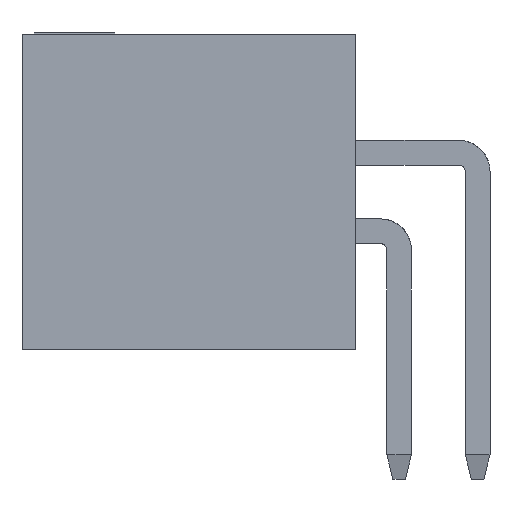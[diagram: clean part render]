
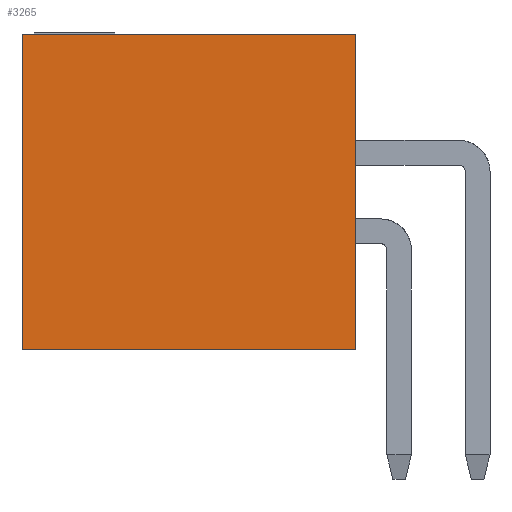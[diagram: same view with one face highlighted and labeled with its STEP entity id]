
A CAD part, left-side view. The second image highlights one B-rep face of the part: STEP entity #3265.
In plain terms, the highlighted planar face has unit normal (-1, 0, 0).
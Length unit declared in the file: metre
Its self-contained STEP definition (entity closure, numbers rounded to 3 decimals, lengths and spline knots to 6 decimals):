
#880=ORIENTED_EDGE('',*,*,#1507,.F.);
#881=ORIENTED_EDGE('',*,*,#1484,.F.);
#882=ORIENTED_EDGE('',*,*,#1511,.T.);
#883=ORIENTED_EDGE('',*,*,#1512,.T.);
#1484=EDGE_CURVE('',#1840,#1841,#2316,.T.);
#1507=EDGE_CURVE('',#1841,#1863,#2339,.T.);
#1511=EDGE_CURVE('',#1840,#1866,#2343,.T.);
#1512=EDGE_CURVE('',#1866,#1863,#2344,.T.);
#1840=VERTEX_POINT('',#6177);
#1841=VERTEX_POINT('',#6178);
#1863=VERTEX_POINT('',#6293);
#1866=VERTEX_POINT('',#6313);
#2316=B_SPLINE_CURVE_WITH_KNOTS('',3,(#6173,#6174,#6175,#6176),
 .UNSPECIFIED.,.F.,.F.,(4,4),(0.,1.),.UNSPECIFIED.);
#2339=B_SPLINE_CURVE_WITH_KNOTS('',3,(#6289,#6290,#6291,#6292),
 .UNSPECIFIED.,.F.,.F.,(4,4),(0.,1.),.UNSPECIFIED.);
#2343=B_SPLINE_CURVE_WITH_KNOTS('',3,(#6309,#6310,#6311,#6312),
 .UNSPECIFIED.,.F.,.F.,(4,4),(0.,1.),.UNSPECIFIED.);
#2344=B_SPLINE_CURVE_WITH_KNOTS('',3,(#6314,#6315,#6316,#6317),
 .UNSPECIFIED.,.F.,.F.,(4,4),(0.,1.),.UNSPECIFIED.);
#2614=EDGE_LOOP('',(#880,#881,#882,#883));
#2838=FACE_BOUND('',#2614,.T.);
#3042=PLANE('',#3622);
#3265=ADVANCED_FACE('',(#2838),#3042,.T.);
#3622=AXIS2_PLACEMENT_3D('',#6308,#4049,#4050);
#4049=DIRECTION('',(-1.,0.,0.));
#4050=DIRECTION('',(0.,0.,1.));
#6173=CARTESIAN_POINT('',(-0.006325,0.,0.00255));
#6174=CARTESIAN_POINT('',(-0.006325,0.,0.00085));
#6175=CARTESIAN_POINT('',(-0.006325,0.,-0.00085));
#6176=CARTESIAN_POINT('',(-0.006325,0.,-0.00255));
#6177=CARTESIAN_POINT('',(-0.006325,0.,0.00255));
#6178=CARTESIAN_POINT('',(-0.006325,0.,-0.00255));
#6289=CARTESIAN_POINT('',(-0.006325,0.,-0.00255));
#6290=CARTESIAN_POINT('',(-0.006325,0.0018,-0.00255));
#6291=CARTESIAN_POINT('',(-0.006325,0.0036,-0.00255));
#6292=CARTESIAN_POINT('',(-0.006325,0.0054,-0.00255));
#6293=CARTESIAN_POINT('',(-0.006325,0.0054,-0.00255));
#6308=CARTESIAN_POINT('',(-0.006325,0.,-0.00255));
#6309=CARTESIAN_POINT('',(-0.006325,0.,0.00255));
#6310=CARTESIAN_POINT('',(-0.006325,0.0018,0.00255));
#6311=CARTESIAN_POINT('',(-0.006325,0.0036,0.00255));
#6312=CARTESIAN_POINT('',(-0.006325,0.0054,0.00255));
#6313=CARTESIAN_POINT('',(-0.006325,0.0054,0.00255));
#6314=CARTESIAN_POINT('',(-0.006325,0.0054,0.00255));
#6315=CARTESIAN_POINT('',(-0.006325,0.0054,0.00085));
#6316=CARTESIAN_POINT('',(-0.006325,0.0054,-0.00085));
#6317=CARTESIAN_POINT('',(-0.006325,0.0054,-0.00255));
